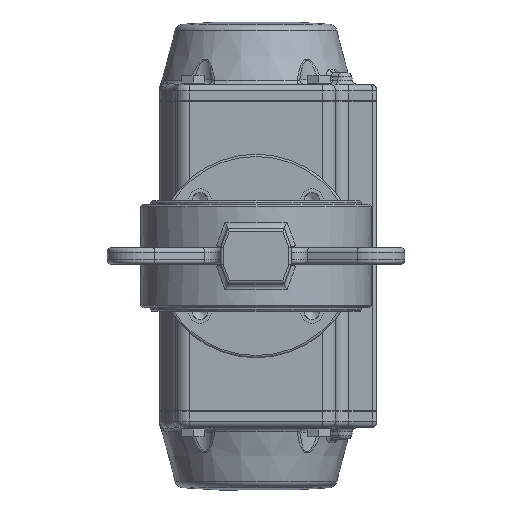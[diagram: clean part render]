
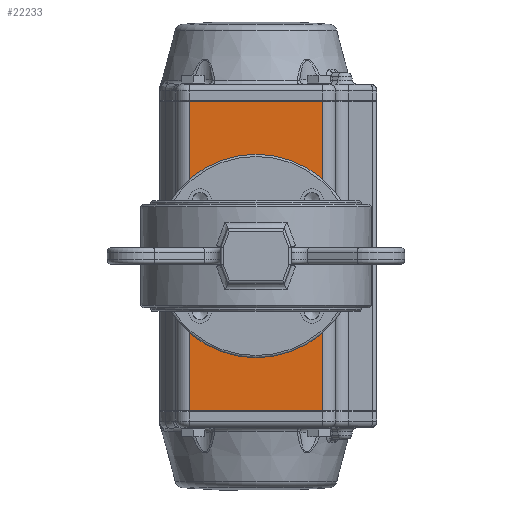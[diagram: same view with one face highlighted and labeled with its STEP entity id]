
A CAD part, front view. The second image highlights one B-rep face of the part: STEP entity #22233.
In plain terms, the highlighted planar face has unit normal (0, -1, 0).
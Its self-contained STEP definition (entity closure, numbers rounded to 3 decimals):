
#1025=PLANE('',#24811);
#2419=LINE('',#48648,#3809);
#2426=LINE('',#48681,#3816);
#2455=LINE('',#48783,#3845);
#2456=LINE('',#48785,#3846);
#3809=VECTOR('',#30190,1000.);
#3816=VECTOR('',#30217,1000.);
#3845=VECTOR('',#30318,1000.);
#3846=VECTOR('',#30321,1000.);
#10204=ORIENTED_EDGE('',*,*,#13762,.F.);
#10205=ORIENTED_EDGE('',*,*,#13830,.F.);
#10206=ORIENTED_EDGE('',*,*,#13778,.T.);
#10207=ORIENTED_EDGE('',*,*,#13831,.T.);
#10208=ORIENTED_EDGE('',*,*,#13404,.F.);
#10209=ORIENTED_EDGE('',*,*,#13402,.F.);
#10210=ORIENTED_EDGE('',*,*,#13400,.F.);
#10211=ORIENTED_EDGE('',*,*,#13398,.F.);
#10212=ORIENTED_EDGE('',*,*,#13396,.F.);
#10213=ORIENTED_EDGE('',*,*,#13394,.F.);
#10214=ORIENTED_EDGE('',*,*,#13392,.F.);
#10215=ORIENTED_EDGE('',*,*,#13390,.F.);
#10216=ORIENTED_EDGE('',*,*,#13388,.T.);
#13388=EDGE_CURVE('',#15792,#15792,#16990,.T.);
#13390=EDGE_CURVE('',#15795,#15795,#16992,.T.);
#13392=EDGE_CURVE('',#15798,#15798,#16994,.T.);
#13394=EDGE_CURVE('',#15801,#15801,#16996,.T.);
#13396=EDGE_CURVE('',#15804,#15804,#16998,.T.);
#13398=EDGE_CURVE('',#15807,#15807,#17000,.T.);
#13400=EDGE_CURVE('',#15810,#15810,#17002,.T.);
#13402=EDGE_CURVE('',#15813,#15813,#17004,.T.);
#13404=EDGE_CURVE('',#15816,#15816,#17006,.T.);
#13762=EDGE_CURVE('',#16049,#16050,#2419,.T.);
#13778=EDGE_CURVE('',#16066,#16065,#2426,.T.);
#13830=EDGE_CURVE('',#16066,#16049,#2455,.T.);
#13831=EDGE_CURVE('',#16065,#16050,#2456,.T.);
#15792=VERTEX_POINT('',#45929);
#15795=VERTEX_POINT('',#45936);
#15798=VERTEX_POINT('',#45943);
#15801=VERTEX_POINT('',#45950);
#15804=VERTEX_POINT('',#45957);
#15807=VERTEX_POINT('',#45964);
#15810=VERTEX_POINT('',#45971);
#15813=VERTEX_POINT('',#45978);
#15816=VERTEX_POINT('',#45985);
#16049=VERTEX_POINT('',#48647);
#16050=VERTEX_POINT('',#48649);
#16065=VERTEX_POINT('',#48680);
#16066=VERTEX_POINT('',#48682);
#16990=CIRCLE('',#24427,16.5);
#16992=CIRCLE('',#24431,2.5);
#16994=CIRCLE('',#24435,2.5);
#16996=CIRCLE('',#24439,2.5);
#16998=CIRCLE('',#24443,2.5);
#17000=CIRCLE('',#24447,3.4);
#17002=CIRCLE('',#24451,3.4);
#17004=CIRCLE('',#24455,3.4);
#17006=CIRCLE('',#24459,3.4);
#18782=EDGE_LOOP('',(#10204,#10205,#10206,#10207));
#18783=EDGE_LOOP('',(#10208));
#18784=EDGE_LOOP('',(#10209));
#18785=EDGE_LOOP('',(#10210));
#18786=EDGE_LOOP('',(#10211));
#18787=EDGE_LOOP('',(#10212));
#18788=EDGE_LOOP('',(#10213));
#18789=EDGE_LOOP('',(#10214));
#18790=EDGE_LOOP('',(#10215));
#18791=EDGE_LOOP('',(#10216));
#20466=FACE_BOUND('',#18782,.T.);
#20467=FACE_BOUND('',#18783,.T.);
#20468=FACE_BOUND('',#18784,.T.);
#20469=FACE_BOUND('',#18785,.T.);
#20470=FACE_BOUND('',#18786,.T.);
#20471=FACE_BOUND('',#18787,.T.);
#20472=FACE_BOUND('',#18788,.T.);
#20473=FACE_BOUND('',#18789,.T.);
#20474=FACE_BOUND('',#18790,.T.);
#20475=FACE_BOUND('',#18791,.T.);
#22233=ADVANCED_FACE('',(#20466,#20467,#20468,#20469,#20470,#20471,#20472,
#20473,#20474,#20475),#1025,.T.);
#24427=AXIS2_PLACEMENT_3D('',#45928,#29396,#29397);
#24431=AXIS2_PLACEMENT_3D('',#45935,#29404,#29405);
#24435=AXIS2_PLACEMENT_3D('',#45942,#29412,#29413);
#24439=AXIS2_PLACEMENT_3D('',#45949,#29420,#29421);
#24443=AXIS2_PLACEMENT_3D('',#45956,#29428,#29429);
#24447=AXIS2_PLACEMENT_3D('',#45963,#29436,#29437);
#24451=AXIS2_PLACEMENT_3D('',#45970,#29444,#29445);
#24455=AXIS2_PLACEMENT_3D('',#45977,#29452,#29453);
#24459=AXIS2_PLACEMENT_3D('',#45984,#29460,#29461);
#24811=AXIS2_PLACEMENT_3D('',#48784,#30319,#30320);
#29396=DIRECTION('',(0.,1.,0.));
#29397=DIRECTION('',(0.,0.,-1.));
#29404=DIRECTION('',(0.,-1.,0.));
#29405=DIRECTION('',(0.,0.,-1.));
#29412=DIRECTION('',(0.,-1.,0.));
#29413=DIRECTION('',(0.,0.,-1.));
#29420=DIRECTION('',(0.,-1.,0.));
#29421=DIRECTION('',(0.,0.,-1.));
#29428=DIRECTION('',(0.,-1.,0.));
#29429=DIRECTION('',(0.,0.,-1.));
#29436=DIRECTION('',(0.,-1.,0.));
#29437=DIRECTION('',(0.,0.,-1.));
#29444=DIRECTION('',(0.,-1.,0.));
#29445=DIRECTION('',(0.,0.,-1.));
#29452=DIRECTION('',(0.,-1.,0.));
#29453=DIRECTION('',(0.,0.,-1.));
#29460=DIRECTION('',(0.,-1.,0.));
#29461=DIRECTION('',(0.,0.,-1.));
#30190=DIRECTION('',(-1.,0.,0.));
#30217=DIRECTION('',(-1.,0.,0.));
#30318=DIRECTION('',(0.,0.,-1.));
#30319=DIRECTION('',(0.,-1.,0.));
#30320=DIRECTION('',(0.,0.,-1.));
#30321=DIRECTION('',(0.,0.,-1.));
#45928=CARTESIAN_POINT('',(0.,-51.5,0.));
#45929=CARTESIAN_POINT('',(0.,-51.5,-16.5));
#45935=CARTESIAN_POINT('',(-17.678,-51.5,-17.678));
#45936=CARTESIAN_POINT('',(-17.678,-51.5,-20.178));
#45942=CARTESIAN_POINT('',(17.678,-51.5,-17.678));
#45943=CARTESIAN_POINT('',(17.678,-51.5,-20.178));
#45949=CARTESIAN_POINT('',(17.678,-51.5,17.678));
#45950=CARTESIAN_POINT('',(17.678,-51.5,15.178));
#45956=CARTESIAN_POINT('',(-17.678,-51.5,17.678));
#45957=CARTESIAN_POINT('',(-17.678,-51.5,15.178));
#45963=CARTESIAN_POINT('',(-24.749,-51.5,-24.749));
#45964=CARTESIAN_POINT('',(-24.749,-51.5,-28.149));
#45970=CARTESIAN_POINT('',(24.749,-51.5,-24.749));
#45971=CARTESIAN_POINT('',(24.749,-51.5,-28.149));
#45977=CARTESIAN_POINT('',(24.749,-51.5,24.749));
#45978=CARTESIAN_POINT('',(24.749,-51.5,21.349));
#45984=CARTESIAN_POINT('',(-24.749,-51.5,24.749));
#45985=CARTESIAN_POINT('',(-24.749,-51.5,21.349));
#48647=CARTESIAN_POINT('',(29.474,-51.5,-68.5));
#48648=CARTESIAN_POINT('',(29.474,-51.5,-68.5));
#48649=CARTESIAN_POINT('',(-29.474,-51.5,-68.5));
#48680=CARTESIAN_POINT('',(-29.474,-51.5,68.5));
#48681=CARTESIAN_POINT('',(29.474,-51.5,68.5));
#48682=CARTESIAN_POINT('',(29.474,-51.5,68.5));
#48783=CARTESIAN_POINT('',(29.474,-51.5,68.5));
#48784=CARTESIAN_POINT('',(29.474,-51.5,68.5));
#48785=CARTESIAN_POINT('',(-29.474,-51.5,68.5));
